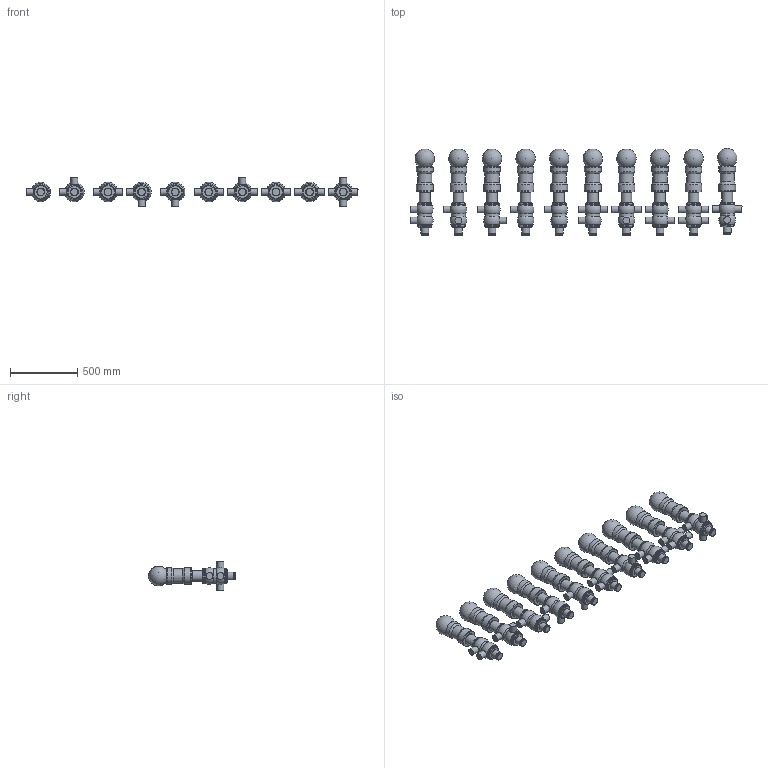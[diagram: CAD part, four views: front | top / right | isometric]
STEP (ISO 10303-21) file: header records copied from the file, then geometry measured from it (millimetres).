
FILE_DESCRIPTION(/* description */ (''),/* implementation_level */ '2;1');
FILE_NAME(/* name */ 'B925-DN050.8-SAL.stp',/* time_stamp */ '2015-02-10T13:31:41+01:00',/* author */ ('malp-m'),/* organization */ (''),/* preprocessor_version */ 'ST-DEVELOPER v15.6',/* originating_system */ 'Autodesk Inventor 2015',/* authorisation */ '');
FILE_SCHEMA (('AUTOMOTIVE_DESIGN { 1 0 10303 214 3 1 1 }'));
Length unit declared in the file: millimetre
Products named in the file (14): Tappo-corpoDN50; B925-DOPPIO-COR-1-0L-DN050.8-SALD; B925-DOPPIO-COR-1-90L-DN050.8-SALD; B925-DOPPIO-COR-1-180L-DN050.8-SALD; B925-DOPPIO-COR-1-270L-DN050.8-SALD; B925-DOPPIO-COR-2-0LT-DN050.8-SALD; B925-DOPPIO-COR-2-90LT-DN050.8-SALD; B925-DOPPIO-COR-3-0TL-DN050.8-SALD; B925-DOPPIO-COR-4-0TT-DN050.8-SALD; B925-DOPPIO-COR-4-90TT-DN050.8-SALD; SAGOMA-GIOTTO; ASSEMBL-B925-DN050; CIL93-B925; B925-DN050.8-SAL
Assembly tree (50 placements, depth 2):
  B925-DN050.8-SAL
    Tappo-corpoDN50  x10
    B925-DOPPIO-COR-1-0L-DN050.8-SALD
    B925-DOPPIO-COR-1-90L-DN050.8-SALD
    B925-DOPPIO-COR-1-180L-DN050.8-SALD
    B925-DOPPIO-COR-1-270L-DN050.8-SALD  x2
    B925-DOPPIO-COR-2-0LT-DN050.8-SALD
    B925-DOPPIO-COR-2-90LT-DN050.8-SALD
    B925-DOPPIO-COR-3-0TL-DN050.8-SALD
    B925-DOPPIO-COR-4-0TT-DN050.8-SALD
    B925-DOPPIO-COR-4-90TT-DN050.8-SALD
    SAGOMA-GIOTTO  x10
    ASSEMBL-B925-DN050  x10
    CIL93-B925  x10
Bounding box: 2470 x 647.39 x 220 mm (x, y, z)
Volume: 62102773.8 mm3; surface area: 3505772.8 mm2
Topology: 50 solids, 50 shells, 574 faces, 977 edges, 577 vertices
Faces by surface type: cylinder 177, plane 177, torus 110, cone 80, sphere 30
Full cylindrical faces by diameter (mm): 50.8 x27, 55 x10, 59 x10, 79 x10, 94 x30, 105 x50, 107 x10, 124 x30
Entity records: 7103 total; most frequent: CARTESIAN_POINT 2425, DIRECTION 1068, AXIS2_PLACEMENT_3D 534, EDGE_LOOP 482, ORIENTED_EDGE 482, ADVANCED_FACE 254, FACE_OUTER_BOUND 253, VERTEX_POINT 241
